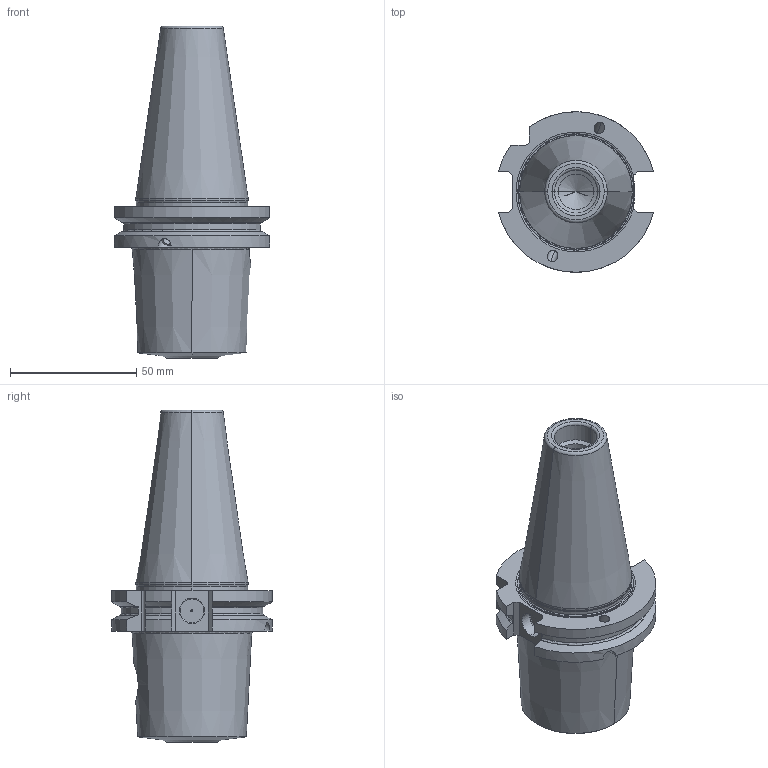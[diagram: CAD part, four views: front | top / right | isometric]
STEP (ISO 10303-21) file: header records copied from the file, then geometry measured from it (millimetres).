
FILE_DESCRIPTION((''),'2;1');
FILE_NAME('607225392-000-02-E43','2025-02-21T11:37:12',('muellerst1'),(''),'CREO PARAMETRIC BY PTC INC, 2021184','CREO PARAMETRIC BY PTC INC, 2021184','');
FILE_SCHEMA(('AP242_MANAGED_MODEL_BASED_3D_ENGINEERING_MIM_LF { 1 0 10303 442 1 1 4 }'));
Length unit declared in the file: millimetre
Products named in the file (1): 607225392-000-02-E43
Bounding box: 61.48 x 63.54 x 131.4 mm (x, y, z)
Volume: 163472.7 mm3; surface area: 28754.2 mm2
Topology: 1 solids, 2 shells, 200 faces, 473 edges, 282 vertices
Faces by surface type: cylinder 66, cone 60, plane 52, torus 22
Entity records: 9447 total; most frequent: CARTESIAN_POINT 2886, DIRECTION 978, ORIENTED_EDGE 934, PRESENTATION_STYLE_ASSIGNMENT 476, STYLED_ITEM 476, CURVE_STYLE 475, EDGE_CURVE 467, AXIS2_PLACEMENT_3D 392
